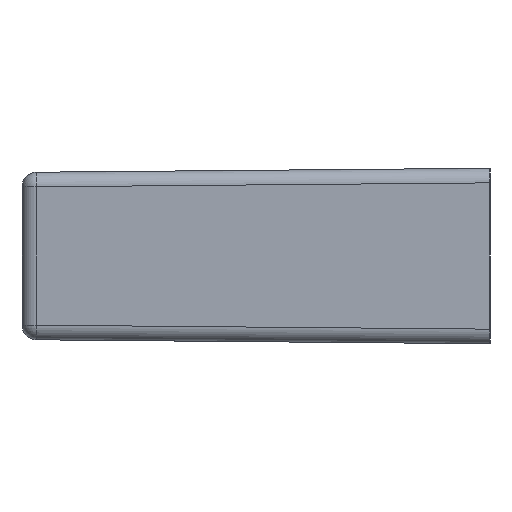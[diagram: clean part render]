
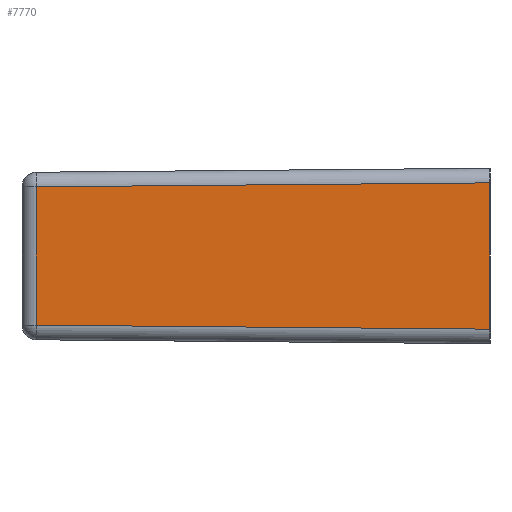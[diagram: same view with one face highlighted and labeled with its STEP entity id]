
A CAD part, left-side view. The second image highlights one B-rep face of the part: STEP entity #7770.
In plain terms, the highlighted planar face has unit normal (-1, 0.018, 0).
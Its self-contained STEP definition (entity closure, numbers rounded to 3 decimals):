
#4930=CARTESIAN_POINT('',(31.541,31.017,
-0.271));
#4940=VERTEX_POINT('',#4930);
#5530=CARTESIAN_POINT('',(31.,0.017,
-10.));
#5540=DIRECTION('',(-0.017,-1.,
-0.009));
#5550=VECTOR('',#5540,1.);
#5560=LINE('',#5530,#5550);
#5570=CARTESIAN_POINT('',(31.541,31.017,
-9.729));
#5580=VERTEX_POINT('',#5570);
#5590=CARTESIAN_POINT('',(31.,0.,-10.));
#5600=VERTEX_POINT('',#5590);
#5610=EDGE_CURVE('',#5580,#5600,#5560,.T.);
#7490=CARTESIAN_POINT('',(31.,0.,-10.));
#7500=DIRECTION('',(1.,-0.017,0.));
#7510=DIRECTION('',(0.017,1.,0.));
#7520=AXIS2_PLACEMENT_3D('',#7490,#7500,#7510);
#7530=PLANE('',#7520);
#7540=CARTESIAN_POINT('',(31.,0.017,
0.));
#7550=DIRECTION('',(0.017,1.,
-0.009));
#7560=VECTOR('',#7550,1.);
#7570=LINE('',#7540,#7560);
#7580=CARTESIAN_POINT('',(31.,0.,0.
));
#7590=VERTEX_POINT('',#7580);
#7600=EDGE_CURVE('',#7590,#4940,#7570,.T.);
#7610=ORIENTED_EDGE('',*,*,#7600,.T.);
#7620=CARTESIAN_POINT('',(31.,0.,0.));
#7630=DIRECTION('',(0.,0.,-1.));
#7640=VECTOR('',#7630,1.);
#7650=LINE('',#7620,#7640);
#7660=EDGE_CURVE('',#7590,#5600,#7650,.T.);
#7670=ORIENTED_EDGE('',*,*,#7660,.F.);
#7680=ORIENTED_EDGE('',*,*,#5610,.T.);
#7690=CARTESIAN_POINT('',(31.541,31.017,0.));
#7700=DIRECTION('',(0.,0.,-1.));
#7710=VECTOR('',#7700,1.);
#7720=LINE('',#7690,#7710);
#7730=EDGE_CURVE('',#4940,#5580,#7720,.T.);
#7740=ORIENTED_EDGE('',*,*,#7730,.T.);
#7750=EDGE_LOOP('',(#7740,#7680,#7670,#7610));
#7760=FACE_OUTER_BOUND('',#7750,.T.);
#7770=ADVANCED_FACE('',(#7760),#7530,.F.);
